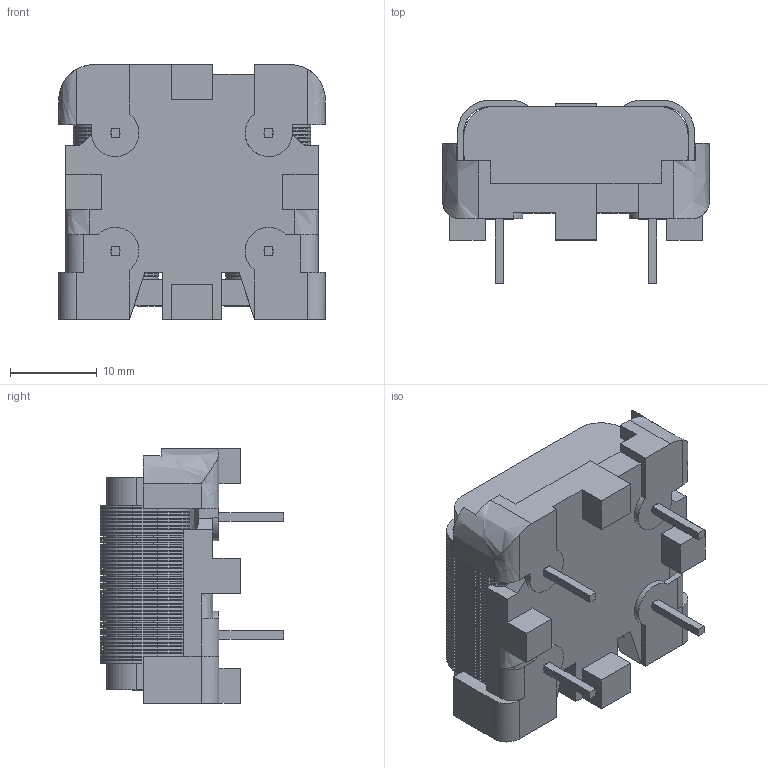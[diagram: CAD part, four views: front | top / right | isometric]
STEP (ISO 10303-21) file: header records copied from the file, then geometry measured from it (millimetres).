
FILE_DESCRIPTION(('FreeCAD Model'),'2;1');
FILE_NAME('Open CASCADE Shape Model','2025-04-29T10:07:31',('FreeCAD'),( 'FreeCAD'),'Open CASCADE STEP processor 7.6','FreeCAD','Unknown');
FILE_SCHEMA(('AUTOMOTIVE_DESIGN { 1 0 10303 214 1 1 1 1 }'));
Products named in the file (1): Open CASCADE STEP translator 7.6 1
Bounding box: 30.81 x 21.2 x 29.45 mm (x, y, z)
Volume: 7419.2 mm3; surface area: 11042.9 mm2
Topology: 90 solids, 90 shells, 2124 faces, 5806 edges, 3854 vertices
Faces by surface type: bspline 2124
Entity records: 68375 total; most frequent: CARTESIAN_POINT 34449, ORIENTED_EDGE 11612, EDGE_CURVE 5806, B_SPLINE_CURVE_WITH_KNOTS 4320, VERTEX_POINT 3854, FACE_BOUND 2330, EDGE_LOOP 2330, ADVANCED_FACE 2124
